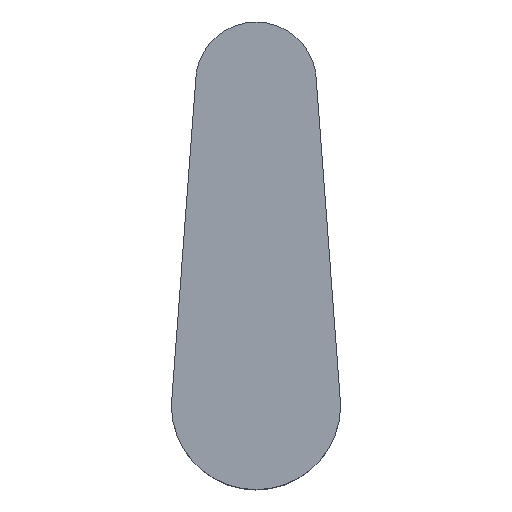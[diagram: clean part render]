
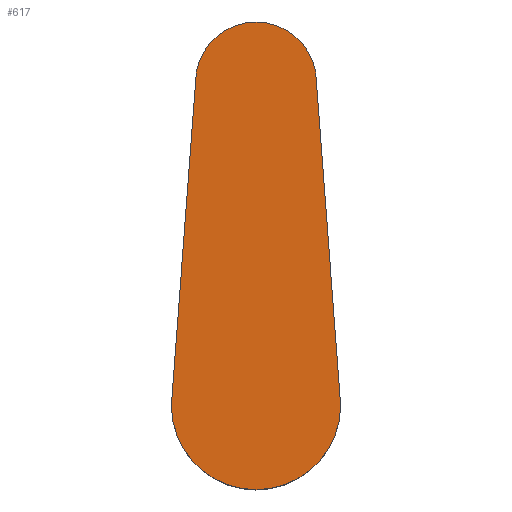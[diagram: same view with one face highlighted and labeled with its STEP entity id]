
A CAD part, top view. The second image highlights one B-rep face of the part: STEP entity #617.
In plain terms, the highlighted planar face has unit normal (0, 0, 1).
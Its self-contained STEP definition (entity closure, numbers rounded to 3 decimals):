
#29 = VERTEX_POINT ( 'NONE', #399 ) ;
#49 = AXIS2_PLACEMENT_3D ( 'NONE', #455, #662, #51 ) ;
#51 = DIRECTION ( 'NONE',  ( 0., 1., 0. ) ) ;
#52 = VERTEX_POINT ( 'NONE', #388 ) ;
#68 = VERTEX_POINT ( 'NONE', #409 ) ;
#75 = CIRCLE ( 'NONE', #49, 75. ) ;
#78 = EDGE_CURVE ( 'NONE', #155, #527, #436, .T. ) ;
#99 = CARTESIAN_POINT ( 'NONE',  ( 75., 400., 125. ) ) ;
#101 = DIRECTION ( 'NONE',  ( 0., 0., 1. ) ) ;
#111 = EDGE_CURVE ( 'NONE', #527, #438, #75, .T. ) ;
#134 = DIRECTION ( 'NONE',  ( 0., -1., 0. ) ) ;
#142 = LINE ( 'NONE', #563, #556 ) ;
#154 = DIRECTION ( 'NONE',  ( 0., 0., 1. ) ) ;
#155 = VERTEX_POINT ( 'NONE', #99 ) ;
#164 = AXIS2_PLACEMENT_3D ( 'NONE', #191, #101, #667 ) ;
#165 = EDGE_CURVE ( 'NONE', #52, #155, #142, .T. ) ;
#191 = CARTESIAN_POINT ( 'NONE',  ( 0., 0., 125. ) ) ;
#204 = DIRECTION ( 'NONE',  ( -0.075, 0.997, 0. ) ) ;
#234 = EDGE_CURVE ( 'NONE', #438, #29, #367, .T. ) ;
#238 = CARTESIAN_POINT ( 'NONE',  ( 0., 0., 125. ) ) ;
#255 = CIRCLE ( 'NONE', #408, 105. ) ;
#257 = DIRECTION ( 'NONE',  ( 0., 1., 0. ) ) ;
#262 = CARTESIAN_POINT ( 'NONE',  ( -75., 400., 125. ) ) ;
#290 = CARTESIAN_POINT ( 'NONE',  ( -75., 400., 125. ) ) ;
#299 = PLANE ( 'NONE',  #164 ) ;
#344 = DIRECTION ( 'NONE',  ( 0., 0., 1. ) ) ;
#360 = EDGE_CURVE ( 'NONE', #29, #68, #255, .T. ) ;
#367 = LINE ( 'NONE', #262, #467 ) ;
#373 = DIRECTION ( 'NONE',  ( -0.075, -0.997, 0. ) ) ;
#388 = CARTESIAN_POINT ( 'NONE',  ( 103.825, 15.662, 125. ) ) ;
#391 = CARTESIAN_POINT ( 'NONE',  ( 0., 0., 125. ) ) ;
#399 = CARTESIAN_POINT ( 'NONE',  ( -103.825, 15.662, 125. ) ) ;
#407 = FACE_OUTER_BOUND ( 'NONE', #534, .T. ) ;
#408 = AXIS2_PLACEMENT_3D ( 'NONE', #391, #344, #443 ) ;
#409 = CARTESIAN_POINT ( 'NONE',  ( 0., -105., 125. ) ) ;
#410 = AXIS2_PLACEMENT_3D ( 'NONE', #561, #154, #257 ) ;
#414 = ORIENTED_EDGE ( 'NONE', *, *, #165, .T. ) ;
#436 = CIRCLE ( 'NONE', #410, 75. ) ;
#438 = VERTEX_POINT ( 'NONE', #290 ) ;
#443 = DIRECTION ( 'NONE',  ( 0., -1., 0. ) ) ;
#447 = CIRCLE ( 'NONE', #537, 105. ) ;
#451 = ORIENTED_EDGE ( 'NONE', *, *, #474, .T. ) ;
#455 = CARTESIAN_POINT ( 'NONE',  ( 0., 400., 125. ) ) ;
#467 = VECTOR ( 'NONE', #373, 1000. ) ;
#474 = EDGE_CURVE ( 'NONE', #68, #52, #447, .T. ) ;
#527 = VERTEX_POINT ( 'NONE', #610 ) ;
#534 = EDGE_LOOP ( 'NONE', ( #566, #451, #414, #554, #559, #633 ) ) ;
#537 = AXIS2_PLACEMENT_3D ( 'NONE', #238, #654, #134 ) ;
#554 = ORIENTED_EDGE ( 'NONE', *, *, #78, .T. ) ;
#556 = VECTOR ( 'NONE', #204, 1000. ) ;
#559 = ORIENTED_EDGE ( 'NONE', *, *, #111, .T. ) ;
#561 = CARTESIAN_POINT ( 'NONE',  ( 0., 400., 125. ) ) ;
#563 = CARTESIAN_POINT ( 'NONE',  ( 75., 400., 125. ) ) ;
#566 = ORIENTED_EDGE ( 'NONE', *, *, #360, .T. ) ;
#610 = CARTESIAN_POINT ( 'NONE',  ( 0., 475., 125. ) ) ;
#617 = ADVANCED_FACE ( 'NONE', ( #407 ), #299, .T. ) ;
#633 = ORIENTED_EDGE ( 'NONE', *, *, #234, .T. ) ;
#654 = DIRECTION ( 'NONE',  ( 0., 0., 1. ) ) ;
#662 = DIRECTION ( 'NONE',  ( 0., 0., 1. ) ) ;
#667 = DIRECTION ( 'NONE',  ( 0., -1., 0. ) ) ;
